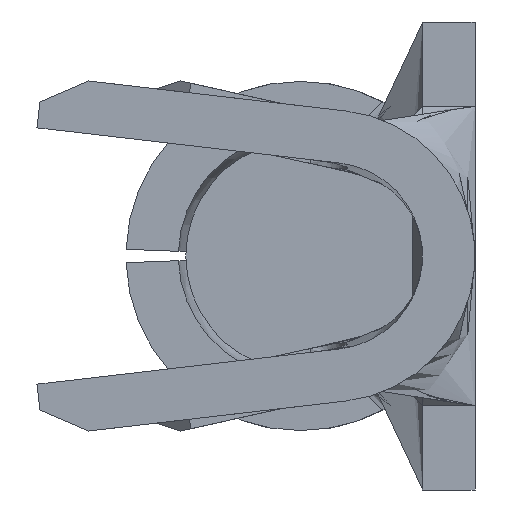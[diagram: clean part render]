
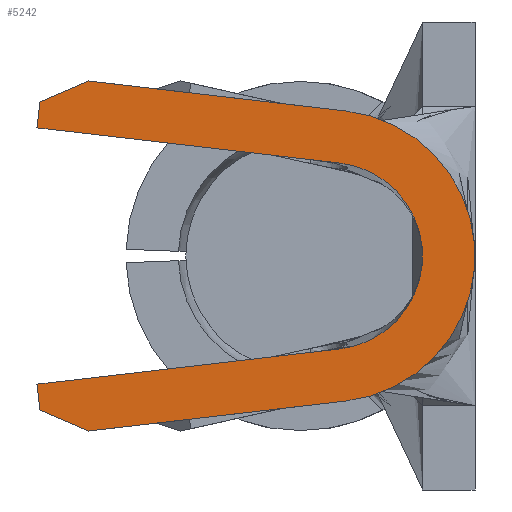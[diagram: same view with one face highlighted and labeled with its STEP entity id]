
A CAD part, left-side view. The second image highlights one B-rep face of the part: STEP entity #5242.
In plain terms, the highlighted planar face has unit normal (-1, 0, 0).
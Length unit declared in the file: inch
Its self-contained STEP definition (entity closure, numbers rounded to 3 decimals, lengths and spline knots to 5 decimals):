
#1 = DIRECTION ( 'NONE',  ( 0., 0.993, 0.116 ) ) ;
#50 = CIRCLE ( 'NONE', #2335, 0.078 ) ;
#56 = CARTESIAN_POINT ( 'NONE',  ( -1.382, 0.13913, -0.0824 ) ) ;
#70 = CARTESIAN_POINT ( 'NONE',  ( -1.382, 0.11343, -0.0935 ) ) ;
#119 = VECTOR ( 'NONE', #4048, 39.37008 ) ;
#134 = DIRECTION ( 'NONE',  ( 0., 0.116, -0.993 ) ) ;
#135 = CARTESIAN_POINT ( 'NONE',  ( -1.382, -0.02427, -0.07748 ) ) ;
#171 = ORIENTED_EDGE ( 'NONE', *, *, #1854, .T. ) ;
#198 = CARTESIAN_POINT ( 'NONE',  ( -1.382, -0.02103, 0.04966 ) ) ;
#236 = CARTESIAN_POINT ( 'NONE',  ( -1.382, -0.02427, 0.07748 ) ) ;
#259 = LINE ( 'NONE', #135, #5130 ) ;
#478 = VERTEX_POINT ( 'NONE', #4148 ) ;
#565 = DIRECTION ( 'NONE',  ( 0., -0.116, -0.993 ) ) ;
#585 = VECTOR ( 'NONE', #1, 39.37008 ) ;
#687 = DIRECTION ( 'NONE',  ( 0., -0.993, -0.116 ) ) ;
#852 = ORIENTED_EDGE ( 'NONE', *, *, #1903, .T. ) ;
#952 = ORIENTED_EDGE ( 'NONE', *, *, #1622, .T. ) ;
#972 = VECTOR ( 'NONE', #687, 39.37008 ) ;
#1088 = ORIENTED_EDGE ( 'NONE', *, *, #2118, .T. ) ;
#1370 = VECTOR ( 'NONE', #1462, 39.37008 ) ;
#1462 = DIRECTION ( 'NONE',  ( 0., 0.993, -0.116 ) ) ;
#1531 = EDGE_CURVE ( 'NONE', #5626, #2333, #50, .T. ) ;
#1549 = DIRECTION ( 'NONE',  ( 0., -0.918, -0.397 ) ) ;
#1601 = LINE ( 'NONE', #2599, #119 ) ;
#1622 = EDGE_CURVE ( 'NONE', #2333, #3806, #4459, .T. ) ;
#1756 = EDGE_CURVE ( 'NONE', #3806, #5822, #1601, .T. ) ;
#1834 = CARTESIAN_POINT ( 'NONE',  ( -1.382, 0.13913, 0.0824 ) ) ;
#1854 = EDGE_CURVE ( 'NONE', #2675, #3345, #4984, .T. ) ;
#1903 = EDGE_CURVE ( 'NONE', #3345, #5041, #3575, .T. ) ;
#1949 = AXIS2_PLACEMENT_3D ( 'NONE', #2860, #6150, #3354 ) ;
#1975 = EDGE_CURVE ( 'NONE', #5041, #478, #3950, .T. ) ;
#2010 = CARTESIAN_POINT ( 'NONE',  ( -1.382, -0.01525, 0. ) ) ;
#2027 = EDGE_CURVE ( 'NONE', #478, #4097, #2674, .T. ) ;
#2058 = VECTOR ( 'NONE', #134, 39.37008 ) ;
#2094 = EDGE_CURVE ( 'NONE', #5822, #2675, #2216, .T. ) ;
#2118 = EDGE_CURVE ( 'NONE', #4097, #4156, #4453, .T. ) ;
#2204 = EDGE_CURVE ( 'NONE', #4156, #5626, #259, .T. ) ;
#2216 = LINE ( 'NONE', #5905, #2058 ) ;
#2280 = FACE_OUTER_BOUND ( 'NONE', #2286, .T. ) ;
#2286 = EDGE_LOOP ( 'NONE', ( #6117, #952, #2594, #5859, #171, #852, #5847, #3393, #1088, #5485 ) ) ;
#2333 = VERTEX_POINT ( 'NONE', #236 ) ;
#2335 = AXIS2_PLACEMENT_3D ( 'NONE', #2543, #5850, #3024 ) ;
#2377 = VECTOR ( 'NONE', #565, 39.37008 ) ;
#2517 = DIRECTION ( 'NONE',  ( 0., -1., 0. ) ) ;
#2543 = CARTESIAN_POINT ( 'NONE',  ( -1.382, -0.01525, 0. ) ) ;
#2594 = ORIENTED_EDGE ( 'NONE', *, *, #1756, .T. ) ;
#2599 = CARTESIAN_POINT ( 'NONE',  ( -1.382, 0.13913, 0.0824 ) ) ;
#2664 = CARTESIAN_POINT ( 'NONE',  ( -1.382, -0.02427, -0.07748 ) ) ;
#2675 = VERTEX_POINT ( 'NONE', #4133 ) ;
#2674 = LINE ( 'NONE', #3513, #2377 ) ;
#2860 = CARTESIAN_POINT ( 'NONE',  ( -1.382, -0.01525, 0. ) ) ;
#2966 = CARTESIAN_POINT ( 'NONE',  ( -1.382, -0.02427, 0.07748 ) ) ;
#3024 = DIRECTION ( 'NONE',  ( 0., -1., 0. ) ) ;
#3207 = AXIS2_PLACEMENT_3D ( 'NONE', #2010, #5375, #2517 ) ;
#3345 = VERTEX_POINT ( 'NONE', #3691 ) ;
#3354 = DIRECTION ( 'NONE',  ( 0., -1., 0. ) ) ;
#3393 = ORIENTED_EDGE ( 'NONE', *, *, #2027, .T. ) ;
#3513 = CARTESIAN_POINT ( 'NONE',  ( -1.382, 0.14075, -0.06849 ) ) ;
#3575 = CIRCLE ( 'NONE', #1949, 0.05 ) ;
#3691 = CARTESIAN_POINT ( 'NONE',  ( -1.382, -0.02103, 0.04966 ) ) ;
#3806 = VERTEX_POINT ( 'NONE', #4477 ) ;
#3950 = LINE ( 'NONE', #4350, #1370 ) ;
#4048 = DIRECTION ( 'NONE',  ( 0., 0.918, -0.397 ) ) ;
#4052 = DIRECTION ( 'NONE',  ( 0., -0.993, 0.116 ) ) ;
#4097 = VERTEX_POINT ( 'NONE', #4458 ) ;
#4133 = CARTESIAN_POINT ( 'NONE',  ( -1.382, 0.14075, 0.06849 ) ) ;
#4148 = CARTESIAN_POINT ( 'NONE',  ( -1.382, 0.14075, -0.06849 ) ) ;
#4156 = VERTEX_POINT ( 'NONE', #70 ) ;
#4350 = CARTESIAN_POINT ( 'NONE',  ( -1.382, -0.02103, -0.04966 ) ) ;
#4453 = LINE ( 'NONE', #56, #4608 ) ;
#4458 = CARTESIAN_POINT ( 'NONE',  ( -1.382, 0.13913, -0.0824 ) ) ;
#4459 = LINE ( 'NONE', #2966, #585 ) ;
#4477 = CARTESIAN_POINT ( 'NONE',  ( -1.382, 0.11343, 0.0935 ) ) ;
#4608 = VECTOR ( 'NONE', #1549, 39.37008 ) ;
#4984 = LINE ( 'NONE', #198, #972 ) ;
#5041 = VERTEX_POINT ( 'NONE', #5287 ) ;
#5130 = VECTOR ( 'NONE', #4052, 39.37008 ) ;
#5242 = ADVANCED_FACE ( 'NONE', ( #2280 ), #5329, .T. ) ;
#5287 = CARTESIAN_POINT ( 'NONE',  ( -1.382, -0.02103, -0.04966 ) ) ;
#5329 = PLANE ( 'NONE',  #3207 ) ;
#5375 = DIRECTION ( 'NONE',  ( -1., 0., 0. ) ) ;
#5485 = ORIENTED_EDGE ( 'NONE', *, *, #2204, .T. ) ;
#5626 = VERTEX_POINT ( 'NONE', #2664 ) ;
#5822 = VERTEX_POINT ( 'NONE', #1834 ) ;
#5847 = ORIENTED_EDGE ( 'NONE', *, *, #1975, .T. ) ;
#5850 = DIRECTION ( 'NONE',  ( -1., 0., 0. ) ) ;
#5859 = ORIENTED_EDGE ( 'NONE', *, *, #2094, .T. ) ;
#5905 = CARTESIAN_POINT ( 'NONE',  ( -1.382, 0.14075, 0.06849 ) ) ;
#6117 = ORIENTED_EDGE ( 'NONE', *, *, #1531, .T. ) ;
#6150 = DIRECTION ( 'NONE',  ( 1., 0., 0. ) ) ;
